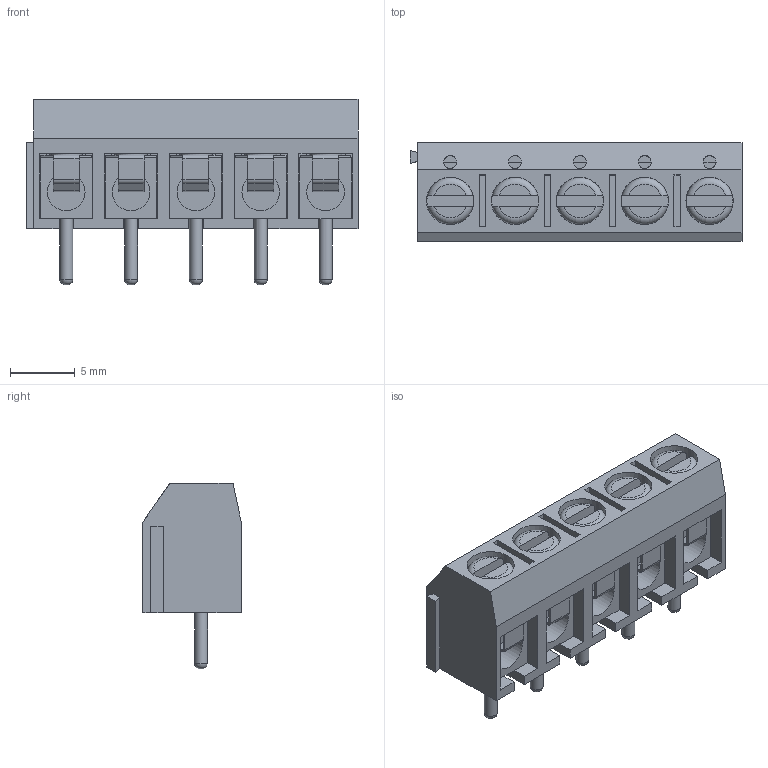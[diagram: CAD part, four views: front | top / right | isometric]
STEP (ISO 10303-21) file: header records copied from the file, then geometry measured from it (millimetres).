
FILE_DESCRIPTION(('STEP AP214'), '1');
FILE_NAME('DG301-5.0-03', '2017-07-15T10:40:06', ('Nobody'), (''), 'ASCON STEP Converter 1.3', 'ASCON Math Kernel', '');
FILE_SCHEMA(('AUTOMOTIVE_DESIGN { 1 0 10303 214 3 1 1}'));
Length unit declared in the file: millimetre
Assembly tree (15 placements, depth 2):
  (unnamed)
    (unnamed)  x5
    (unnamed)  x5
    (unnamed)  x5
Bounding box: 25.6 x 7.6 x 14.3 mm (x, y, z)
Volume: 1239.1 mm3; surface area: 3459 mm2
Topology: 16 solids, 16 shells, 446 faces, 1050 edges, 650 vertices
Faces by surface type: plane 331, cylinder 85, torus 20, cone 10
Full cylindrical faces by diameter (mm): 1 x10, 1.8 x5, 2 x5, 2.5 x5, 2.6 x5, 2.9 x5, 3 x5, 3.6 x5, 3.65 x5
Entity records: 7412 total; most frequent: CARTESIAN_POINT 1080, DIRECTION 890, ORIENTED_EDGE 872, EDGE_CURVE 436, LINE 358, VECTOR 358, VERTEX_POINT 298, AXIS2_PLACEMENT_3D 266
